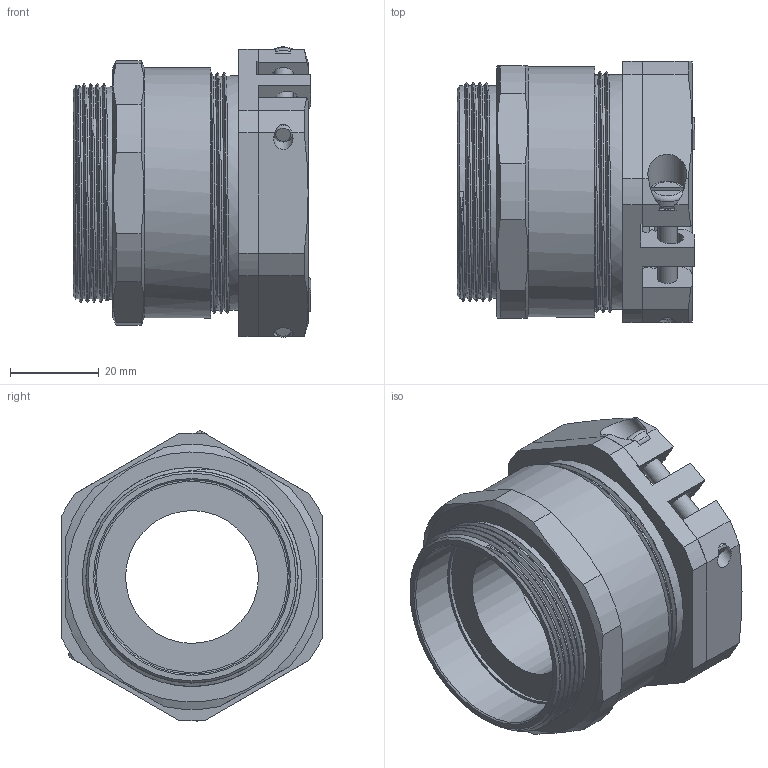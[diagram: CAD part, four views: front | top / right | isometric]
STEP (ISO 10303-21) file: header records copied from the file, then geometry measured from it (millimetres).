
FILE_DESCRIPTION(/* description */ ('Messing-KV mit zentrischer Zugentlastung M50/PG42 Stutzen'),/* implementation_level */ '2;1');
FILE_NAME(/* name */ '60009550-RST.stp',/* time_stamp */ '2016-07-04T10:33:30+02:00',/* author */ ('SL'),/* organization */ (''),/* preprocessor_version */ 'ST-DEVELOPER v15.2',/* originating_system */ 'Autodesk Inventor 2014',/* authorisation */ '');
FILE_SCHEMA (('AUTOMOTIVE_DESIGN { 1 0 10303 214 3 1 1 }'));
Length unit declared in the file: millimetre
Products named in the file (8): Messing-KV-02-BT-0002-60009550; Messing-KV-02-BT-0007-60009550; Messing-KV-02-BT-0001-60009550; Messing-KV-02-BT-0006-60009550; Messing-KV-02-BT-0005-60009550; Messing-KV-02-BT-0004-60009550; Messing-KV-02-BT-0003-60009550; Messing-KV-02-BG-0001-60009550
Assembly tree (9 placements, depth 2):
  Messing-KV-02-BG-0001-60009550
    Messing-KV-02-BT-0002-60009550
    Messing-KV-02-BT-0007-60009550  x2
    Messing-KV-02-BT-0001-60009550
    Messing-KV-02-BT-0006-60009550
    Messing-KV-02-BT-0005-60009550
    Messing-KV-02-BT-0004-60009550
    Messing-KV-02-BT-0003-60009550  x2
Bounding box: 53.76 x 59 x 65.59 mm (x, y, z)
Volume: 61117.7 mm3; surface area: 53395.2 mm2
Topology: 9 solids, 9 shells, 241 faces, 606 edges, 393 vertices
Faces by surface type: plane 111, cylinder 84, cone 30, torus 9, bspline 7
Full cylindrical faces by diameter (mm): 4.4 x4, 5.4 x2, 5.45 x2, 8.35 x2, 30 x1, 33 x1, 33.2 x1, 36 x1, 36.2 x1, 39 x1, 39.2 x1, 43 x1, 43.13 x2, 43.8 x1, 43.9 x1, 44 x1, 47.928 x4, 51.8 x1, 51.93 x2, 52.53 x10, 52.959 x6, 56.5 x1
Entity records: 21206 total; most frequent: CARTESIAN_POINT 16431, ORIENTED_EDGE 942, DIRECTION 938, EDGE_CURVE 471, AXIS2_PLACEMENT_3D 366, VERTEX_POINT 326, EDGE_LOOP 271, LINE 206
